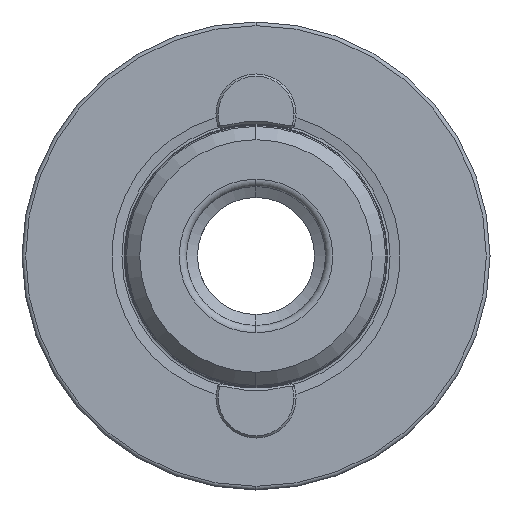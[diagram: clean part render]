
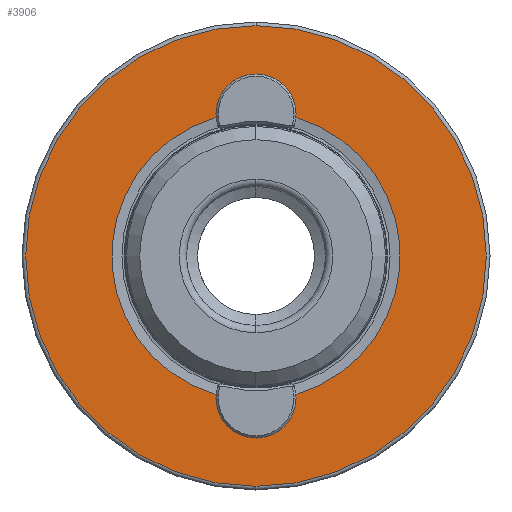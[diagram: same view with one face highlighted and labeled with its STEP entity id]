
A CAD part, left-side view. The second image highlights one B-rep face of the part: STEP entity #3906.
In plain terms, the highlighted planar face has unit normal (-1, 0, 0).
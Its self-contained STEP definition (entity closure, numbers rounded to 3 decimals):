
#109 = DIRECTION ( 'NONE',  ( 0., 0., 1. ) ) ;
#111 = AXIS2_PLACEMENT_3D ( 'NONE', #1866, #1870, #1878 ) ;
#113 = DIRECTION ( 'NONE',  ( -1., 0., 0. ) ) ;
#125 = CARTESIAN_POINT ( 'NONE',  ( 0., 0., -24.5 ) ) ;
#126 = CARTESIAN_POINT ( 'NONE',  ( 0., 0., -21.5 ) ) ;
#135 = AXIS2_PLACEMENT_3D ( 'NONE', #3254, #3268, #3741 ) ;
#219 = CIRCLE ( 'NONE', #135, 3. ) ;
#315 = AXIS2_PLACEMENT_3D ( 'NONE', #3809, #3796, #3788 ) ;
#342 = CIRCLE ( 'NONE', #111, 19.715 ) ;
#383 = FACE_BOUND ( 'NONE', #5097, .T. ) ;
#407 = DIRECTION ( 'NONE',  ( 0., 0., 1. ) ) ;
#417 = DIRECTION ( 'NONE',  ( 1., 0., 0. ) ) ;
#423 = DIRECTION ( 'NONE',  ( -1., 0., 0. ) ) ;
#500 = FACE_OUTER_BOUND ( 'NONE', #4584, .T. ) ;
#508 = EDGE_CURVE ( 'NONE', #921, #3105, #219, .T. ) ;
#550 = CARTESIAN_POINT ( 'NONE',  ( 0., -2.305, 19.58 ) ) ;
#592 = CARTESIAN_POINT ( 'NONE',  ( 0., 0., -31.5 ) ) ;
#602 = EDGE_CURVE ( 'NONE', #4846, #921, #767, .T. ) ;
#647 = CIRCLE ( 'NONE', #4335, 3. ) ;
#711 = AXIS2_PLACEMENT_3D ( 'NONE', #4219, #417, #5103 ) ;
#753 = VERTEX_POINT ( 'NONE', #5076 ) ;
#767 = CIRCLE ( 'NONE', #917, 19.715 ) ;
#810 = CIRCLE ( 'NONE', #1560, 31.5 ) ;
#917 = AXIS2_PLACEMENT_3D ( 'NONE', #4218, #4244, #4190 ) ;
#921 = VERTEX_POINT ( 'NONE', #550 ) ;
#1165 = EDGE_CURVE ( 'NONE', #2227, #4462, #3749, .T. ) ;
#1423 = EDGE_CURVE ( 'NONE', #2741, #4164, #3224, .T. ) ;
#1560 = AXIS2_PLACEMENT_3D ( 'NONE', #4436, #423, #407 ) ;
#1684 = EDGE_CURVE ( 'NONE', #3105, #753, #647, .T. ) ;
#1866 = CARTESIAN_POINT ( 'NONE',  ( 0., 0., 0. ) ) ;
#1870 = DIRECTION ( 'NONE',  ( -1., 0., 0. ) ) ;
#1878 = DIRECTION ( 'NONE',  ( 0., 0., 1. ) ) ;
#2093 = DIRECTION ( 'NONE',  ( 0., 0., 1. ) ) ;
#2101 = DIRECTION ( 'NONE',  ( -1., 0., 0. ) ) ;
#2108 = CARTESIAN_POINT ( 'NONE',  ( 0., 0., 21.5 ) ) ;
#2123 = AXIS2_PLACEMENT_3D ( 'NONE', #2880, #2874, #2868 ) ;
#2227 = VERTEX_POINT ( 'NONE', #592 ) ;
#2271 = CARTESIAN_POINT ( 'NONE',  ( 0., 0., 31.5 ) ) ;
#2370 = AXIS2_PLACEMENT_3D ( 'NONE', #126, #113, #109 ) ;
#2456 = EDGE_CURVE ( 'NONE', #753, #2741, #342, .T. ) ;
#2492 = ORIENTED_EDGE ( 'NONE', *, *, #1423, .F. ) ;
#2496 = ORIENTED_EDGE ( 'NONE', *, *, #1684, .F. ) ;
#2550 = CIRCLE ( 'NONE', #2370, 3. ) ;
#2741 = VERTEX_POINT ( 'NONE', #2907 ) ;
#2868 = DIRECTION ( 'NONE',  ( 0., 0., 1. ) ) ;
#2874 = DIRECTION ( 'NONE',  ( -1., 0., 0. ) ) ;
#2877 = CARTESIAN_POINT ( 'NONE',  ( 0., -2.305, -19.58 ) ) ;
#2880 = CARTESIAN_POINT ( 'NONE',  ( 0., 0., -21.5 ) ) ;
#2907 = CARTESIAN_POINT ( 'NONE',  ( 0., 2.305, -19.58 ) ) ;
#3105 = VERTEX_POINT ( 'NONE', #3713 ) ;
#3224 = CIRCLE ( 'NONE', #2123, 3. ) ;
#3227 = PLANE ( 'NONE',  #711 ) ;
#3232 = EDGE_CURVE ( 'NONE', #4462, #2227, #810, .T. ) ;
#3254 = CARTESIAN_POINT ( 'NONE',  ( 0., 0., 21.5 ) ) ;
#3268 = DIRECTION ( 'NONE',  ( -1., 0., 0. ) ) ;
#3341 = ORIENTED_EDGE ( 'NONE', *, *, #2456, .F. ) ;
#3660 = ORIENTED_EDGE ( 'NONE', *, *, #508, .F. ) ;
#3713 = CARTESIAN_POINT ( 'NONE',  ( 0., 0., 24.5 ) ) ;
#3741 = DIRECTION ( 'NONE',  ( 0., 0., 1. ) ) ;
#3749 = CIRCLE ( 'NONE', #315, 31.5 ) ;
#3788 = DIRECTION ( 'NONE',  ( 0., 0., 1. ) ) ;
#3796 = DIRECTION ( 'NONE',  ( -1., 0., 0. ) ) ;
#3809 = CARTESIAN_POINT ( 'NONE',  ( 0., 0., 0. ) ) ;
#3842 = EDGE_CURVE ( 'NONE', #4164, #4846, #2550, .T. ) ;
#3906 = ADVANCED_FACE ( 'NONE', ( #383, #500 ), #3227, .F. ) ;
#4157 = ORIENTED_EDGE ( 'NONE', *, *, #1165, .T. ) ;
#4164 = VERTEX_POINT ( 'NONE', #125 ) ;
#4181 = ORIENTED_EDGE ( 'NONE', *, *, #602, .F. ) ;
#4190 = DIRECTION ( 'NONE',  ( 0., 0., 1. ) ) ;
#4218 = CARTESIAN_POINT ( 'NONE',  ( 0., 0., 0. ) ) ;
#4219 = CARTESIAN_POINT ( 'NONE',  ( 0., 0., -19.715 ) ) ;
#4244 = DIRECTION ( 'NONE',  ( -1., 0., 0. ) ) ;
#4332 = ORIENTED_EDGE ( 'NONE', *, *, #3842, .F. ) ;
#4335 = AXIS2_PLACEMENT_3D ( 'NONE', #2108, #2101, #2093 ) ;
#4436 = CARTESIAN_POINT ( 'NONE',  ( 0., 0., 0. ) ) ;
#4462 = VERTEX_POINT ( 'NONE', #2271 ) ;
#4584 = EDGE_LOOP ( 'NONE', ( #5119, #4157 ) ) ;
#4846 = VERTEX_POINT ( 'NONE', #2877 ) ;
#5076 = CARTESIAN_POINT ( 'NONE',  ( 0., 2.305, 19.58 ) ) ;
#5097 = EDGE_LOOP ( 'NONE', ( #3341, #2496, #3660, #4181, #4332, #2492 ) ) ;
#5103 = DIRECTION ( 'NONE',  ( 0., 0., -1. ) ) ;
#5119 = ORIENTED_EDGE ( 'NONE', *, *, #3232, .T. ) ;
